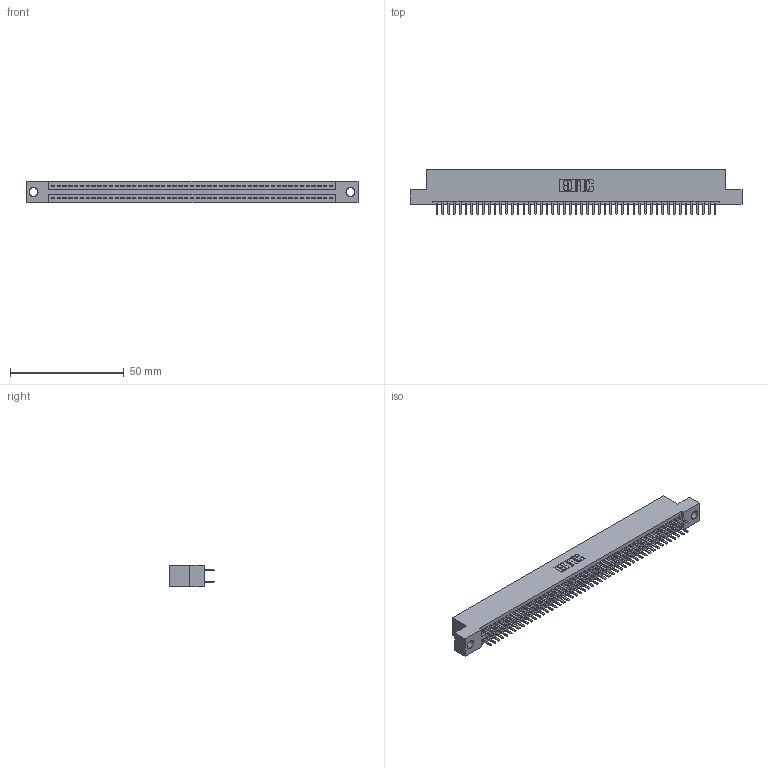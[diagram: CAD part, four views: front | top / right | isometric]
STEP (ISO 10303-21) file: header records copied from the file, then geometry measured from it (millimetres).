
FILE_DESCRIPTION (( 'STEP AP203' ), '1' );
FILE_NAME ('345-098-520-204.STEP', '2018-10-05T07:57:02', ( '' ), ( '' ), 'SwSTEP 2.0', 'SolidWorks 2016', '' );
FILE_SCHEMA (( 'CONFIG_CONTROL_DESIGN' ));
Length unit declared in the file: inch
Products named in the file (3): 345-292-001_345-293-120; 345 Part_Flush Mounting Lugs - 0.156 Dia-TH; 345-098-520-204
Assembly tree (99 placements, depth 2):
  345-098-520-204
    345 Part_Flush Mounting Lugs - 0.156 Dia-TH
    345-292-001_345-293-120  x98
Bounding box: 145.67 x 19.68 x 9.4 mm (x, y, z)
Volume: 14084.5 mm3; surface area: 20678.3 mm2
Topology: 99 solids, 99 shells, 5418 faces, 15727 edges, 10222 vertices
Faces by surface type: plane 3510, cylinder 1908
Entity records: 37621 total; most frequent: CARTESIAN_POINT 6312, ORIENTED_EDGE 6234, DIRECTION 5545, EDGE_CURVE 3117, VECTOR 2785, LINE 2785, VERTEX_POINT 2074, AXIS2_PLACEMENT_3D 1380
